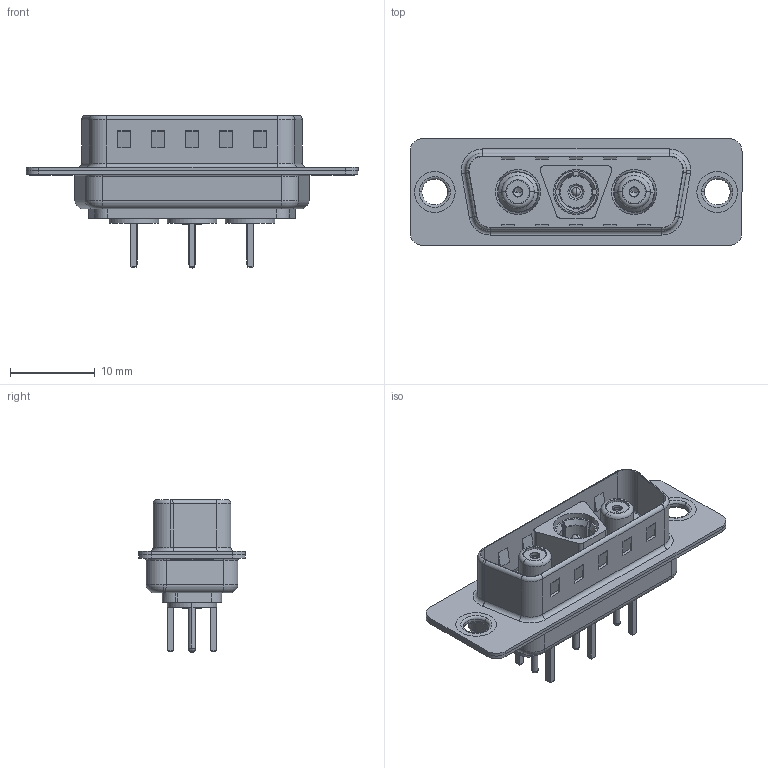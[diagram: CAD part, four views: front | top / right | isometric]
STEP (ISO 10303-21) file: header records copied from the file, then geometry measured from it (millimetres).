
FILE_DESCRIPTION (( 'STEP AP203' ), '1' );
FILE_NAME ('627-3WK3224-7N1.STEP', '2019-05-24T22:18:15', ( '' ), ( '' ), 'SwSTEP 2.0', 'SolidWorks 2016', '' );
FILE_SCHEMA (( 'CONFIG_CONTROL_DESIGN' ));
Length unit declared in the file: millimetre
Products named in the file (15): Insulator Socket 2; 627Combo Thru Hole Rivet; Socket_Str; Co-Ax Plug_Straight PC Tail; Co-Ax Jack Assy_S; Insulator Pin_Straight PC Tail; 627-3WK3224-7N1; Pin_Str; Locking Collar; Co-Ax Plug Assy_S; 627Combo Housing_3WK3; Co-Ax Jack_Straight PC Tail; 627Combo Shell Rear_15 Contacts; Insulator Socket; 627Combo Shell Front_15 Contacts
Assembly tree (17 placements, depth 3):
  627-3WK3224-7N1
    627Combo Housing_3WK3
    627Combo Shell Rear_15 Contacts
    627Combo Shell Front_15 Contacts
    627Combo Thru Hole Rivet  x2
    Co-Ax Plug Assy_S
      Co-Ax Plug_Straight PC Tail
      Insulator Pin_Straight PC Tail
      Pin_Str
      Locking Collar
    Co-Ax Jack Assy_S  x2
      Co-Ax Jack_Straight PC Tail
      Insulator Socket
      Insulator Socket 2
      Locking Collar
      Socket_Str
Bounding box: 39.15 x 12.6 x 18 mm (x, y, z)
Volume: 1938 mm3; surface area: 5933.5 mm2
Topology: 19 solids, 19 shells, 673 faces, 1605 edges, 1006 vertices
Faces by surface type: plane 295, cylinder 261, torus 70, cone 33, sphere 8, bspline 6
Entity records: 17647 total; most frequent: DIRECTION 2917, CARTESIAN_POINT 2911, ORIENTED_EDGE 2590, EDGE_CURVE 1295, AXIS2_PLACEMENT_3D 1107, VERTEX_POINT 820, LINE 703, VECTOR 703
